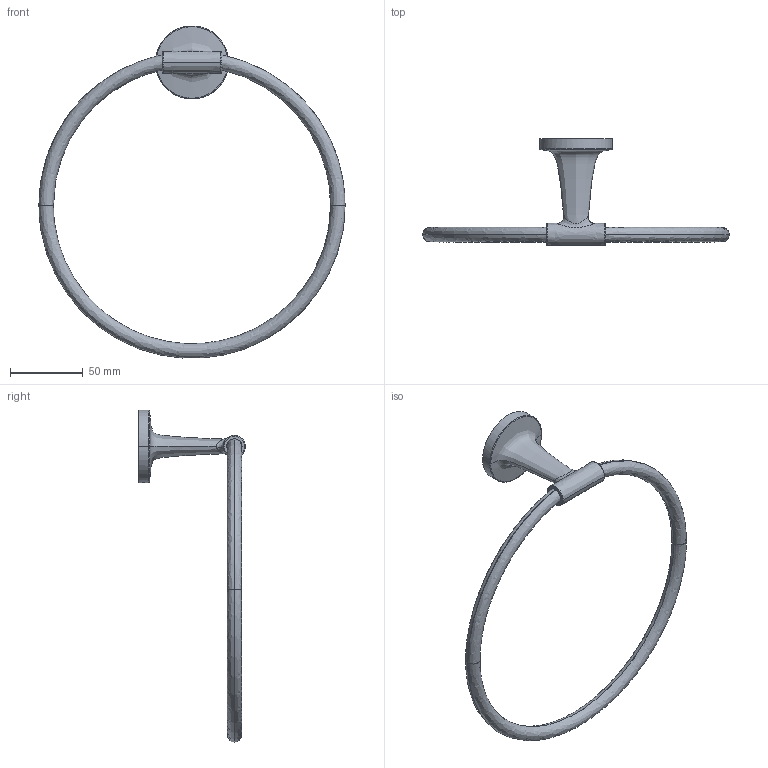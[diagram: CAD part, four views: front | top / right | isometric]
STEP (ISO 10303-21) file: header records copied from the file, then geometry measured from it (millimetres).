
FILE_DESCRIPTION(/* description */ (''),/* implementation_level */ '2;1');
FILE_NAME(/* name */ '009947',/* time_stamp */ '2019-02-13T10:44:45+01:00',/* author */ (''),/* organization */ (''),/* preprocessor_version */ 'ST-DEVELOPER v15',/* originating_system */ '',/* authorisation */ '');
FILE_SCHEMA (('AUTOMOTIVE_DESIGN'));
Length unit declared in the file: millimetre
Products named in the file (1): Document
Bounding box: 210 x 73.2 x 227.71 mm (x, y, z)
Volume: 13581.7 mm3; surface area: 46254.5 mm2
Topology: 1 solids, 2 shells, 124 faces, 316 edges, 179 vertices
Faces by surface type: bspline 124
Entity records: 22718 total; most frequent: CARTESIAN_POINT 18965, B_SPLINE_CURVE_WITH_KNOTS 719, ORIENTED_EDGE 596, PCURVE 596, DEFINITIONAL_REPRESENTATION 596, SURFACE_CURVE 314, EDGE_CURVE 314, VERTEX_POINT 179
